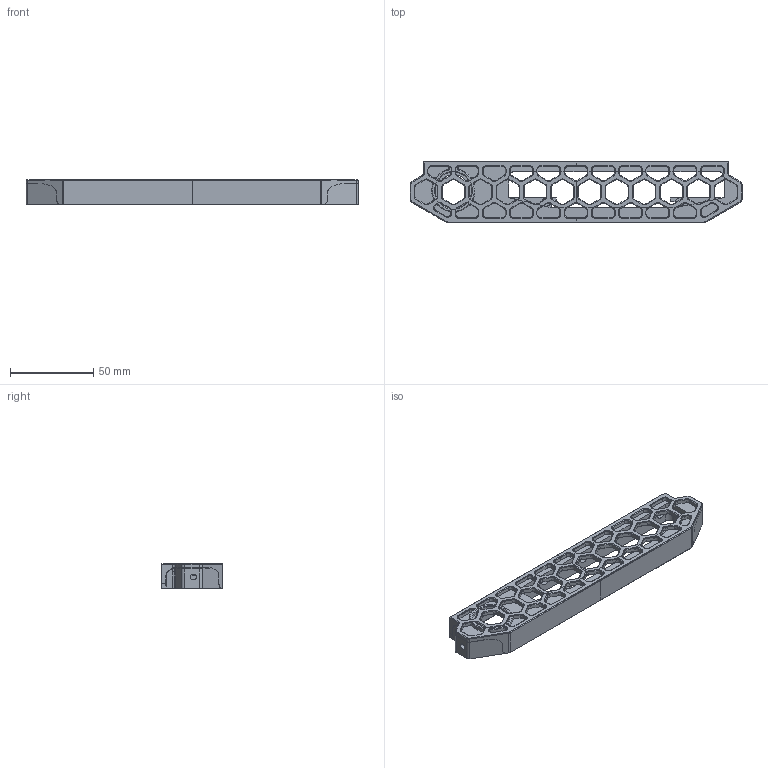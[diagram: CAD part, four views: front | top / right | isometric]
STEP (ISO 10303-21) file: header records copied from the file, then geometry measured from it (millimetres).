
FILE_DESCRIPTION(('CATIA V5 STEP Exchange','CAx-IF Rec.Pracs.--- Model Styling and Organization---1.5--- 2016-08-15','CAx-IF Rec.Pracs.---Supplemental Geometry---1.0---2011-11-01','CAx-IF Rec.Pracs.--- Composite Materials ---1.1---2010-07-15'),'2;1');
FILE_NAME('Skirt_vorn.stp','2022-02-14T21:18:53+00:00',('none'),('none'),'CATIA Version 5-6 Release 2020 SP5 HF2','CATIA V5 STEP AP214 v2','none');
FILE_SCHEMA(('AUTOMOTIVE_DESIGN { 1 0 10303 214 1 1 1 1 }'));
Products named in the file (1): Skirt_vorn
Bounding box: 200 x 37 x 15 mm (x, y, z)
Volume: 68279.8 mm3; surface area: 42713 mm2
Topology: 3 solids, 3 shells, 1875 faces, 4952 edges, 3040 vertices
Faces by surface type: plane 812, cone 537, cylinder 419, bspline 97, sphere 6, extrusion 4
Entity records: 60098 total; most frequent: CARTESIAN_POINT 18665, ORIENTED_EDGE 9812, DIRECTION 6104, EDGE_CURVE 4675, VERTEX_POINT 2835, VECTOR 2755, LINE 2751, AXIS2_PLACEMENT_3D 2173
